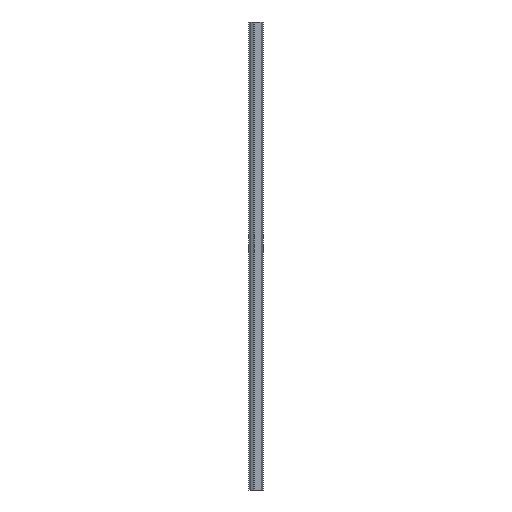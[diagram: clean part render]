
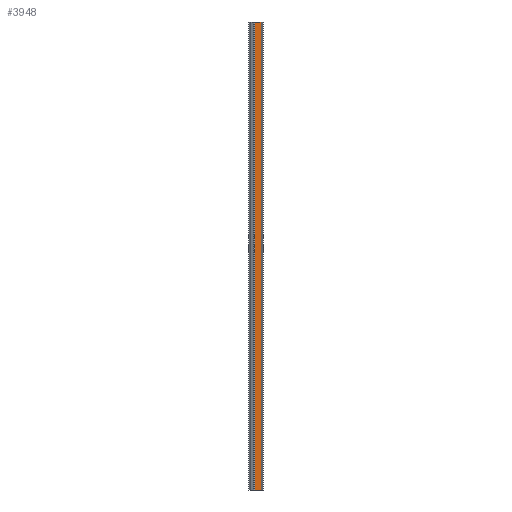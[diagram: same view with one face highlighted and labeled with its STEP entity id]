
A CAD part, left-side view. The second image highlights one B-rep face of the part: STEP entity #3948.
In plain terms, the highlighted planar face has unit normal (-1, 0, 0).
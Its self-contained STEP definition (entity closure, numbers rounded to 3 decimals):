
#218 = LINE ( 'NONE', #3209, #4052 ) ;
#407 = CARTESIAN_POINT ( 'NONE',  ( 0., 32.66, 2000. ) ) ;
#411 = CARTESIAN_POINT ( 'NONE',  ( 0., 0., 2000. ) ) ;
#589 = CARTESIAN_POINT ( 'NONE',  ( 0., 0., 0. ) ) ;
#666 = LINE ( 'NONE', #1608, #2679 ) ;
#765 = EDGE_LOOP ( 'NONE', ( #2290, #2079, #981, #3603 ) ) ;
#981 = ORIENTED_EDGE ( 'NONE', *, *, #3631, .F. ) ;
#1029 = VERTEX_POINT ( 'NONE', #589 ) ;
#1078 = DIRECTION ( 'NONE',  ( 0., 0., -1. ) ) ;
#1162 = VECTOR ( 'NONE', #1078, 1000. ) ;
#1188 = DIRECTION ( 'NONE',  ( 0., 0., -1. ) ) ;
#1213 = PLANE ( 'NONE',  #1688 ) ;
#1485 = EDGE_CURVE ( 'NONE', #3002, #2351, #218, .T. ) ;
#1516 = CARTESIAN_POINT ( 'NONE',  ( 0., 0., 2000. ) ) ;
#1529 = FACE_OUTER_BOUND ( 'NONE', #765, .T. ) ;
#1608 = CARTESIAN_POINT ( 'NONE',  ( 0., 0., 0. ) ) ;
#1688 = AXIS2_PLACEMENT_3D ( 'NONE', #3295, #4288, #2559 ) ;
#1706 = CARTESIAN_POINT ( 'NONE',  ( 0., 32.66, 0. ) ) ;
#1780 = CARTESIAN_POINT ( 'NONE',  ( 0., 0., 2000. ) ) ;
#2079 = ORIENTED_EDGE ( 'NONE', *, *, #2707, .F. ) ;
#2290 = ORIENTED_EDGE ( 'NONE', *, *, #3755, .T. ) ;
#2351 = VERTEX_POINT ( 'NONE', #1706 ) ;
#2559 = DIRECTION ( 'NONE',  ( 0., 1., 0. ) ) ;
#2679 = VECTOR ( 'NONE', #4321, 1000. ) ;
#2707 = EDGE_CURVE ( 'NONE', #3239, #1029, #3421, .T. ) ;
#3002 = VERTEX_POINT ( 'NONE', #407 ) ;
#3209 = CARTESIAN_POINT ( 'NONE',  ( 0., 32.66, 2000. ) ) ;
#3239 = VERTEX_POINT ( 'NONE', #1780 ) ;
#3295 = CARTESIAN_POINT ( 'NONE',  ( 0., 0., 2000. ) ) ;
#3421 = LINE ( 'NONE', #411, #1162 ) ;
#3453 = VECTOR ( 'NONE', #3898, 1000. ) ;
#3603 = ORIENTED_EDGE ( 'NONE', *, *, #1485, .T. ) ;
#3631 = EDGE_CURVE ( 'NONE', #3002, #3239, #4255, .T. ) ;
#3755 = EDGE_CURVE ( 'NONE', #2351, #1029, #666, .T. ) ;
#3898 = DIRECTION ( 'NONE',  ( 0., -1., 0. ) ) ;
#3948 = ADVANCED_FACE ( 'NONE', ( #1529 ), #1213, .F. ) ;
#4052 = VECTOR ( 'NONE', #1188, 1000. ) ;
#4255 = LINE ( 'NONE', #1516, #3453 ) ;
#4288 = DIRECTION ( 'NONE',  ( 1., 0., 0. ) ) ;
#4321 = DIRECTION ( 'NONE',  ( 0., -1., 0. ) ) ;
